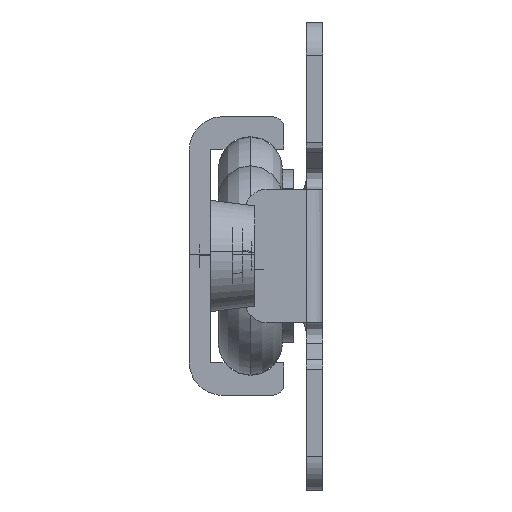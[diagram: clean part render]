
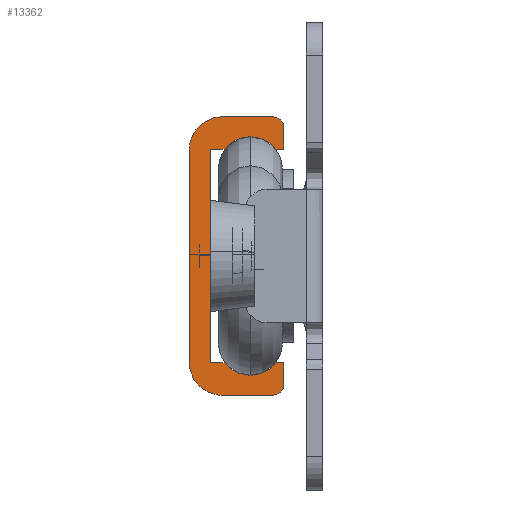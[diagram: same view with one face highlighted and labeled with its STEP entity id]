
A CAD part, left-side view. The second image highlights one B-rep face of the part: STEP entity #13362.
In plain terms, the highlighted free-form (B-spline) face has degree [1, 1] with [2, 2] control points.
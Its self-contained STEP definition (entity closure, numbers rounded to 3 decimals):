
#12941=CARTESIAN_POINT('',(0.0,-3.226,-9.6));
#12942=VERTEX_POINT('',#12941);
#12943=CARTESIAN_POINT('',(0.0,-7.774,-9.6));
#12944=VERTEX_POINT('',#12943);
#12945=CARTESIAN_POINT('',(0.0,-3.226,-9.6));
#12946=CARTESIAN_POINT('',(0.0,-3.53,-9.985));
#12947=CARTESIAN_POINT('',(0.0,-4.293,-10.56));
#12948=CARTESIAN_POINT('',(0.0,-5.559,-10.776));
#12949=CARTESIAN_POINT('',(0.0,-6.797,-10.492));
#12950=CARTESIAN_POINT('',(0.0,-7.47,-9.985));
#12951=CARTESIAN_POINT('',(0.0,-7.774,-9.6));
#12952=B_SPLINE_CURVE_WITH_KNOTS('',3,(#12945,#12946,#12947,#12948,#12949,#12950,#12951),.UNSPECIFIED.,.F.,.U.,(4,1,1,1,4),(0.,1.47,2.777,3.757,5.228),.UNSPECIFIED.);
#12953=EDGE_CURVE('',#12942,#12944,#12952,.T.);
#12987=CARTESIAN_POINT('',(0.0,-8.5,-9.6));
#12988=VERTEX_POINT('',#12987);
#12989=CARTESIAN_POINT('',(0.0,-8.5,-9.6));
#12990=CARTESIAN_POINT('',(0.0,-7.774,-9.6));
#12991=QUASI_UNIFORM_CURVE('',1,(#12989,#12990),.UNSPECIFIED.,.F.,.U.);
#12992=EDGE_CURVE('',#12988,#12944,#12991,.T.);
#13015=CARTESIAN_POINT('',(0.0,-8.5,-11.5));
#13016=VERTEX_POINT('',#13015);
#13017=CARTESIAN_POINT('',(0.0,-8.5,-11.5));
#13018=CARTESIAN_POINT('',(0.0,-8.5,-9.6));
#13019=QUASI_UNIFORM_CURVE('',1,(#13017,#13018),.UNSPECIFIED.,.F.,.U.);
#13020=EDGE_CURVE('',#13016,#12988,#13019,.T.);
#13052=CARTESIAN_POINT('',(0.0,-7.5,-12.5));
#13053=VERTEX_POINT('',#13052);
#13054=CARTESIAN_POINT('',(0.0,-7.5,-12.5));
#13055=CARTESIAN_POINT('',(0.0,-8.5,-12.5));
#13056=CARTESIAN_POINT('',(0.0,-8.5,-11.5));
#13064=(BOUNDED_CURVE()B_SPLINE_CURVE(2,(#13054,#13055,#13056),.UNSPECIFIED.,.F.,.U.)CURVE()GEOMETRIC_REPRESENTATION_ITEM()QUASI_UNIFORM_CURVE()RATIONAL_B_SPLINE_CURVE((1.0,0.707,1.0))REPRESENTATION_ITEM(''));
#13065=EDGE_CURVE('',#13053,#13016,#13064,.T.);
#13096=CARTESIAN_POINT('',(0.0,-3.0,-12.5));
#13097=VERTEX_POINT('',#13096);
#13098=CARTESIAN_POINT('',(0.0,-3.0,-12.5));
#13099=CARTESIAN_POINT('',(0.0,-7.5,-12.5));
#13100=QUASI_UNIFORM_CURVE('',1,(#13098,#13099),.UNSPECIFIED.,.F.,.U.);
#13101=EDGE_CURVE('',#13097,#13053,#13100,.T.);
#13133=CARTESIAN_POINT('',(0.0,0.,-9.5));
#13134=VERTEX_POINT('',#13133);
#13135=CARTESIAN_POINT('',(0.0,0.0,-9.5));
#13136=CARTESIAN_POINT('',(0.0,0.0,-12.5));
#13137=CARTESIAN_POINT('',(0.0,-3.0,-12.5));
#13145=(BOUNDED_CURVE()B_SPLINE_CURVE(2,(#13135,#13136,#13137),.UNSPECIFIED.,.F.,.U.)CURVE()GEOMETRIC_REPRESENTATION_ITEM()QUASI_UNIFORM_CURVE()RATIONAL_B_SPLINE_CURVE((1.0,0.707,1.0))REPRESENTATION_ITEM(''));
#13146=EDGE_CURVE('',#13134,#13097,#13145,.T.);
#13177=CARTESIAN_POINT('',(0.0,0.,9.5));
#13178=VERTEX_POINT('',#13177);
#13179=CARTESIAN_POINT('',(0.0,0.,9.5));
#13180=CARTESIAN_POINT('',(0.0,0.,-9.5));
#13181=QUASI_UNIFORM_CURVE('',1,(#13179,#13180),.UNSPECIFIED.,.F.,.U.);
#13182=EDGE_CURVE('',#13178,#13134,#13181,.T.);
#13266=CARTESIAN_POINT('',(0.0,0.425,13.749));
#13267=CARTESIAN_POINT('',(0.0,-8.925,13.749));
#13268=CARTESIAN_POINT('',(0.0,0.425,-13.749));
#13269=CARTESIAN_POINT('',(0.0,-8.925,-13.749));
#13270=B_SPLINE_SURFACE_WITH_KNOTS('',1,1,((#13266,#13268),(#13267,#13269)),.UNSPECIFIED.,.F.,.F.,.U.,(2,2),(2,2),(0.0,9.349),(0.0,27.498),.UNSPECIFIED.);
#13271=ORIENTED_EDGE('',*,*,#13146,.T.);
#13272=ORIENTED_EDGE('',*,*,#13101,.T.);
#13273=ORIENTED_EDGE('',*,*,#13065,.T.);
#13274=ORIENTED_EDGE('',*,*,#13020,.T.);
#13275=ORIENTED_EDGE('',*,*,#12992,.T.);
#13276=ORIENTED_EDGE('',*,*,#12953,.F.);
#13277=CARTESIAN_POINT('',(0.0,-1.9,-9.6));
#13278=VERTEX_POINT('',#13277);
#13279=CARTESIAN_POINT('',(0.0,-3.226,-9.6));
#13280=CARTESIAN_POINT('',(0.0,-1.9,-9.6));
#13281=QUASI_UNIFORM_CURVE('',1,(#13279,#13280),.UNSPECIFIED.,.F.,.U.);
#13282=EDGE_CURVE('',#12942,#13278,#13281,.T.);
#13283=ORIENTED_EDGE('',*,*,#13282,.T.);
#13284=CARTESIAN_POINT('',(0.0,-1.9,9.6));
#13285=VERTEX_POINT('',#13284);
#13286=CARTESIAN_POINT('',(0.0,-1.9,-9.6));
#13287=CARTESIAN_POINT('',(0.0,-1.9,9.6));
#13288=QUASI_UNIFORM_CURVE('',1,(#13286,#13287),.UNSPECIFIED.,.F.,.U.);
#13289=EDGE_CURVE('',#13278,#13285,#13288,.T.);
#13290=ORIENTED_EDGE('',*,*,#13289,.T.);
#13291=CARTESIAN_POINT('',(0.0,-3.226,9.6));
#13292=VERTEX_POINT('',#13291);
#13293=CARTESIAN_POINT('',(0.0,-1.9,9.6));
#13294=CARTESIAN_POINT('',(0.0,-3.226,9.6));
#13295=QUASI_UNIFORM_CURVE('',1,(#13293,#13294),.UNSPECIFIED.,.F.,.U.);
#13296=EDGE_CURVE('',#13285,#13292,#13295,.T.);
#13297=ORIENTED_EDGE('',*,*,#13296,.T.);
#13298=CARTESIAN_POINT('',(0.0,-7.774,9.6));
#13299=VERTEX_POINT('',#13298);
#13300=CARTESIAN_POINT('',(0.0,-7.774,9.6));
#13301=CARTESIAN_POINT('',(0.0,-7.47,9.985));
#13302=CARTESIAN_POINT('',(0.0,-6.707,10.56));
#13303=CARTESIAN_POINT('',(0.0,-5.331,10.796));
#13304=CARTESIAN_POINT('',(0.0,-4.098,10.438));
#13305=CARTESIAN_POINT('',(0.0,-3.463,9.899));
#13306=CARTESIAN_POINT('',(0.0,-3.226,9.6));
#13307=B_SPLINE_CURVE_WITH_KNOTS('',3,(#13300,#13301,#13302,#13303,#13304,#13305,#13306),.UNSPECIFIED.,.F.,.U.,(4,1,1,1,4),(0.,1.47,2.777,4.084,5.228),.UNSPECIFIED.);
#13308=EDGE_CURVE('',#13299,#13292,#13307,.T.);
#13309=ORIENTED_EDGE('',*,*,#13308,.F.);
#13310=CARTESIAN_POINT('',(0.0,-8.5,9.6));
#13311=VERTEX_POINT('',#13310);
#13312=CARTESIAN_POINT('',(0.0,-7.774,9.6));
#13313=CARTESIAN_POINT('',(0.0,-8.5,9.6));
#13314=QUASI_UNIFORM_CURVE('',1,(#13312,#13313),.UNSPECIFIED.,.F.,.U.);
#13315=EDGE_CURVE('',#13299,#13311,#13314,.T.);
#13316=ORIENTED_EDGE('',*,*,#13315,.T.);
#13317=CARTESIAN_POINT('',(0.0,-8.5,11.5));
#13318=VERTEX_POINT('',#13317);
#13319=CARTESIAN_POINT('',(0.0,-8.5,9.6));
#13320=CARTESIAN_POINT('',(0.0,-8.5,11.5));
#13321=QUASI_UNIFORM_CURVE('',1,(#13319,#13320),.UNSPECIFIED.,.F.,.U.);
#13322=EDGE_CURVE('',#13311,#13318,#13321,.T.);
#13323=ORIENTED_EDGE('',*,*,#13322,.T.);
#13324=CARTESIAN_POINT('',(0.0,-7.5,12.5));
#13325=VERTEX_POINT('',#13324);
#13326=CARTESIAN_POINT('',(0.0,-8.5,11.5));
#13327=CARTESIAN_POINT('',(0.0,-8.5,12.5));
#13328=CARTESIAN_POINT('',(0.0,-7.5,12.5));
#13336=(BOUNDED_CURVE()B_SPLINE_CURVE(2,(#13326,#13327,#13328),.UNSPECIFIED.,.F.,.U.)CURVE()GEOMETRIC_REPRESENTATION_ITEM()QUASI_UNIFORM_CURVE()RATIONAL_B_SPLINE_CURVE((1.0,0.707,1.0))REPRESENTATION_ITEM(''));
#13337=EDGE_CURVE('',#13318,#13325,#13336,.T.);
#13338=ORIENTED_EDGE('',*,*,#13337,.T.);
#13339=CARTESIAN_POINT('',(0.0,-3.0,12.5));
#13340=VERTEX_POINT('',#13339);
#13341=CARTESIAN_POINT('',(0.0,-7.5,12.5));
#13342=CARTESIAN_POINT('',(0.0,-3.0,12.5));
#13343=QUASI_UNIFORM_CURVE('',1,(#13341,#13342),.UNSPECIFIED.,.F.,.U.);
#13344=EDGE_CURVE('',#13325,#13340,#13343,.T.);
#13345=ORIENTED_EDGE('',*,*,#13344,.T.);
#13346=CARTESIAN_POINT('',(0.0,-3.0,12.5));
#13347=CARTESIAN_POINT('',(0.0,0.0,12.5));
#13348=CARTESIAN_POINT('',(0.0,0.0,9.5));
#13356=(BOUNDED_CURVE()B_SPLINE_CURVE(2,(#13346,#13347,#13348),.UNSPECIFIED.,.F.,.U.)CURVE()GEOMETRIC_REPRESENTATION_ITEM()QUASI_UNIFORM_CURVE()RATIONAL_B_SPLINE_CURVE((1.0,0.707,1.0))REPRESENTATION_ITEM(''));
#13357=EDGE_CURVE('',#13340,#13178,#13356,.T.);
#13358=ORIENTED_EDGE('',*,*,#13357,.T.);
#13359=ORIENTED_EDGE('',*,*,#13182,.T.);
#13360=EDGE_LOOP('',(#13271,#13272,#13273,#13274,#13275,#13276,#13283,#13290,#13297,#13309,#13316,#13323,#13338,#13345,#13358,#13359));
#13361=FACE_OUTER_BOUND('',#13360,.T.);
#13362=ADVANCED_FACE('',(#13361),#13270,.F.);
